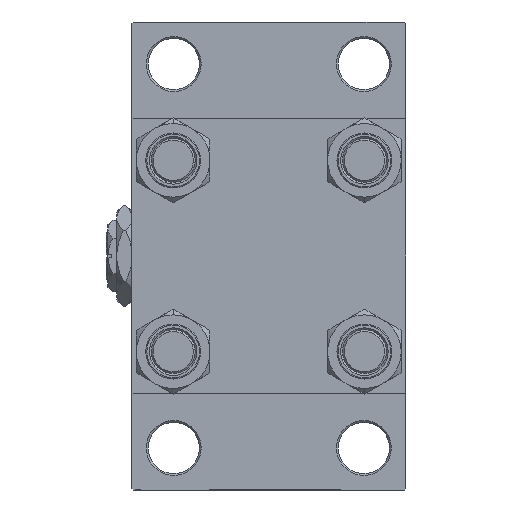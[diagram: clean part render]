
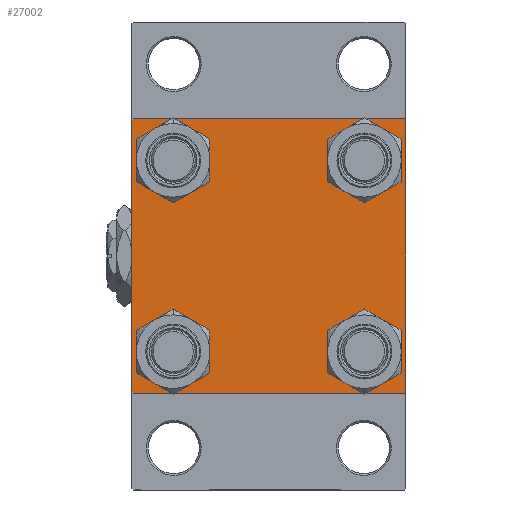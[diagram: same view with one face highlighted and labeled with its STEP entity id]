
A CAD part, left-side view. The second image highlights one B-rep face of the part: STEP entity #27002.
In plain terms, the highlighted planar face has unit normal (-1, 0, 0).
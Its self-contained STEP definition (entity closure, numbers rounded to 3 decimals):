
#433 = CARTESIAN_POINT ( 'NONE',  ( 0., 26.15, 26.15 ) ) ;
#593 = VERTEX_POINT ( 'NONE', #45489 ) ;
#1533 = EDGE_CURVE ( 'NONE', #593, #19634, #28862, .T. ) ;
#1602 = DIRECTION ( 'NONE',  ( 1., 0., 0. ) ) ;
#1948 = CARTESIAN_POINT ( 'NONE',  ( 0., -37.5, 37.5 ) ) ;
#2594 = CARTESIAN_POINT ( 'NONE',  ( 0., -37.25, -37.25 ) ) ;
#2780 = VECTOR ( 'NONE', #20981, 1000. ) ;
#2840 = DIRECTION ( 'NONE',  ( 0., -0.707, 0.707 ) ) ;
#2875 = ORIENTED_EDGE ( 'NONE', *, *, #40105, .T. ) ;
#3009 = CARTESIAN_POINT ( 'NONE',  ( 0., 26.15, -26.15 ) ) ;
#3731 = EDGE_CURVE ( 'NONE', #39912, #43485, #26109, .T. ) ;
#4015 = AXIS2_PLACEMENT_3D ( 'NONE', #7544, #30565, #45832 ) ;
#4360 = PLANE ( 'NONE',  #26558 ) ;
#4423 = DIRECTION ( 'NONE',  ( 0., -1., 0. ) ) ;
#4675 = CARTESIAN_POINT ( 'NONE',  ( 0., 37.5, 37.5 ) ) ;
#4950 = VECTOR ( 'NONE', #2840, 1000. ) ;
#5603 = CARTESIAN_POINT ( 'NONE',  ( 0., 0., 0. ) ) ;
#5864 = EDGE_LOOP ( 'NONE', ( #28087, #2875 ) ) ;
#6166 = EDGE_LOOP ( 'NONE', ( #28183, #8146, #22065, #36979, #14872, #20938, #36411, #33829 ) ) ;
#6832 = EDGE_CURVE ( 'NONE', #48177, #39912, #19232, .T. ) ;
#7544 = CARTESIAN_POINT ( 'NONE',  ( 0., 26.15, 26.15 ) ) ;
#7707 = DIRECTION ( 'NONE',  ( 0., 0., 1. ) ) ;
#8093 = AXIS2_PLACEMENT_3D ( 'NONE', #433, #23213, #7707 ) ;
#8146 = ORIENTED_EDGE ( 'NONE', *, *, #26561, .T. ) ;
#8699 = VECTOR ( 'NONE', #4423, 1000. ) ;
#8819 = ORIENTED_EDGE ( 'NONE', *, *, #18675, .T. ) ;
#8850 = FACE_BOUND ( 'NONE', #15972, .T. ) ;
#9884 = CARTESIAN_POINT ( 'NONE',  ( 0., -26.15, 26.15 ) ) ;
#10527 = VECTOR ( 'NONE', #28064, 1000. ) ;
#10963 = LINE ( 'NONE', #45494, #47314 ) ;
#11721 = DIRECTION ( 'NONE',  ( 0., -1., 0. ) ) ;
#12294 = VERTEX_POINT ( 'NONE', #12400 ) ;
#12400 = CARTESIAN_POINT ( 'NONE',  ( 0., 37.5, 37. ) ) ;
#12438 = CARTESIAN_POINT ( 'NONE',  ( 0., 37., 37.5 ) ) ;
#12509 = AXIS2_PLACEMENT_3D ( 'NONE', #16548, #12533, #31556 ) ;
#12533 = DIRECTION ( 'NONE',  ( 1., 0., 0. ) ) ;
#12965 = CARTESIAN_POINT ( 'NONE',  ( 0., 37.25, 37.25 ) ) ;
#13183 = EDGE_CURVE ( 'NONE', #16885, #43485, #21486, .T. ) ;
#13245 = CIRCLE ( 'NONE', #26923, 6.5 ) ;
#13782 = VERTEX_POINT ( 'NONE', #27566 ) ;
#14321 = DIRECTION ( 'NONE',  ( 0., 0., 1. ) ) ;
#14415 = EDGE_CURVE ( 'NONE', #47368, #40358, #21263, .T. ) ;
#14572 = DIRECTION ( 'NONE',  ( 1., 0., 0. ) ) ;
#14872 = ORIENTED_EDGE ( 'NONE', *, *, #13183, .F. ) ;
#15946 = LINE ( 'NONE', #4675, #8699 ) ;
#15972 = EDGE_LOOP ( 'NONE', ( #17213, #20196 ) ) ;
#16476 = CARTESIAN_POINT ( 'NONE',  ( 0., 26.15, 32.65 ) ) ;
#16548 = CARTESIAN_POINT ( 'NONE',  ( 0., -26.15, -26.15 ) ) ;
#16885 = VERTEX_POINT ( 'NONE', #25324 ) ;
#17091 = CARTESIAN_POINT ( 'NONE',  ( 0., -37., 37.5 ) ) ;
#17213 = ORIENTED_EDGE ( 'NONE', *, *, #14415, .T. ) ;
#17317 = CIRCLE ( 'NONE', #18142, 6.5 ) ;
#17398 = DIRECTION ( 'NONE',  ( 1., 0., 0. ) ) ;
#17477 = LINE ( 'NONE', #12965, #31525 ) ;
#18142 = AXIS2_PLACEMENT_3D ( 'NONE', #48600, #14572, #14321 ) ;
#18144 = DIRECTION ( 'NONE',  ( 0., 0., 1. ) ) ;
#18281 = DIRECTION ( 'NONE',  ( 0., 0., 1. ) ) ;
#18529 = DIRECTION ( 'NONE',  ( 1., 0., 0. ) ) ;
#18667 = EDGE_LOOP ( 'NONE', ( #21853, #33975 ) ) ;
#18675 = EDGE_CURVE ( 'NONE', #19634, #593, #33567, .T. ) ;
#18936 = VERTEX_POINT ( 'NONE', #17091 ) ;
#19232 = LINE ( 'NONE', #19977, #23330 ) ;
#19517 = VERTEX_POINT ( 'NONE', #42760 ) ;
#19634 = VERTEX_POINT ( 'NONE', #16476 ) ;
#19644 = AXIS2_PLACEMENT_3D ( 'NONE', #49485, #45240, #26222 ) ;
#19953 = CARTESIAN_POINT ( 'NONE',  ( 0., -37.5, -37. ) ) ;
#19977 = CARTESIAN_POINT ( 'NONE',  ( 0., 37.5, -37.5 ) ) ;
#20178 = CARTESIAN_POINT ( 'NONE',  ( 0., -26.15, 32.65 ) ) ;
#20196 = ORIENTED_EDGE ( 'NONE', *, *, #39720, .T. ) ;
#20860 = DIRECTION ( 'NONE',  ( 0., 0.707, 0.707 ) ) ;
#20914 = EDGE_CURVE ( 'NONE', #16885, #18936, #39379, .T. ) ;
#20938 = ORIENTED_EDGE ( 'NONE', *, *, #20914, .T. ) ;
#20981 = DIRECTION ( 'NONE',  ( 0., 0., -1. ) ) ;
#21263 = CIRCLE ( 'NONE', #19644, 6.5 ) ;
#21403 = EDGE_CURVE ( 'NONE', #12294, #19517, #40078, .T. ) ;
#21486 = LINE ( 'NONE', #1948, #2780 ) ;
#21722 = DIRECTION ( 'NONE',  ( 0., 0.707, -0.707 ) ) ;
#21853 = ORIENTED_EDGE ( 'NONE', *, *, #46426, .T. ) ;
#22065 = ORIENTED_EDGE ( 'NONE', *, *, #6832, .T. ) ;
#23213 = DIRECTION ( 'NONE',  ( 1., 0., 0. ) ) ;
#23330 = VECTOR ( 'NONE', #11721, 1000. ) ;
#23821 = CARTESIAN_POINT ( 'NONE',  ( 0., 37.5, 37.5 ) ) ;
#25324 = CARTESIAN_POINT ( 'NONE',  ( 0., -37.5, 37. ) ) ;
#25670 = VECTOR ( 'NONE', #20860, 1000. ) ;
#26025 = CIRCLE ( 'NONE', #32416, 6.5 ) ;
#26109 = LINE ( 'NONE', #2594, #4950 ) ;
#26222 = DIRECTION ( 'NONE',  ( 0., 0., 1. ) ) ;
#26558 = AXIS2_PLACEMENT_3D ( 'NONE', #5603, #48384, #36131 ) ;
#26561 = EDGE_CURVE ( 'NONE', #19517, #48177, #10963, .T. ) ;
#26923 = AXIS2_PLACEMENT_3D ( 'NONE', #9884, #17398, #18144 ) ;
#27002 = ADVANCED_FACE ( 'NONE', ( #46904, #38660, #8850, #31393, #39397 ), #4360, .T. ) ;
#27566 = CARTESIAN_POINT ( 'NONE',  ( 0., -26.15, -32.65 ) ) ;
#27696 = CIRCLE ( 'NONE', #12509, 6.5 ) ;
#28064 = DIRECTION ( 'NONE',  ( 0., 0., -1. ) ) ;
#28087 = ORIENTED_EDGE ( 'NONE', *, *, #39941, .T. ) ;
#28183 = ORIENTED_EDGE ( 'NONE', *, *, #21403, .T. ) ;
#28637 = CARTESIAN_POINT ( 'NONE',  ( 0., -26.15, 26.15 ) ) ;
#28862 = CIRCLE ( 'NONE', #8093, 6.5 ) ;
#30565 = DIRECTION ( 'NONE',  ( 1., 0., 0. ) ) ;
#31393 = FACE_BOUND ( 'NONE', #36477, .T. ) ;
#31525 = VECTOR ( 'NONE', #21722, 1000. ) ;
#31556 = DIRECTION ( 'NONE',  ( 0., 0., 1. ) ) ;
#31623 = EDGE_CURVE ( 'NONE', #44244, #12294, #17477, .T. ) ;
#32195 = CARTESIAN_POINT ( 'NONE',  ( 0., -26.15, 19.65 ) ) ;
#32416 = AXIS2_PLACEMENT_3D ( 'NONE', #28637, #1602, #33136 ) ;
#33136 = DIRECTION ( 'NONE',  ( 0., 0., 1. ) ) ;
#33567 = CIRCLE ( 'NONE', #4015, 6.5 ) ;
#33829 = ORIENTED_EDGE ( 'NONE', *, *, #31623, .T. ) ;
#33975 = ORIENTED_EDGE ( 'NONE', *, *, #34208, .T. ) ;
#34208 = EDGE_CURVE ( 'NONE', #43539, #47544, #26025, .T. ) ;
#35870 = CARTESIAN_POINT ( 'NONE',  ( 0., 37., -37.5 ) ) ;
#36131 = DIRECTION ( 'NONE',  ( 0., 0., 1. ) ) ;
#36411 = ORIENTED_EDGE ( 'NONE', *, *, #42148, .F. ) ;
#36477 = EDGE_LOOP ( 'NONE', ( #8819, #40836 ) ) ;
#36963 = CARTESIAN_POINT ( 'NONE',  ( 0., 26.15, -19.65 ) ) ;
#36979 = ORIENTED_EDGE ( 'NONE', *, *, #3731, .T. ) ;
#38028 = CARTESIAN_POINT ( 'NONE',  ( 0., 26.15, -32.65 ) ) ;
#38660 = FACE_BOUND ( 'NONE', #5864, .T. ) ;
#39379 = LINE ( 'NONE', #47372, #25670 ) ;
#39397 = FACE_OUTER_BOUND ( 'NONE', #6166, .T. ) ;
#39720 = EDGE_CURVE ( 'NONE', #40358, #47368, #49243, .T. ) ;
#39912 = VERTEX_POINT ( 'NONE', #41362 ) ;
#39941 = EDGE_CURVE ( 'NONE', #48654, #13782, #17317, .T. ) ;
#40078 = LINE ( 'NONE', #23821, #10527 ) ;
#40105 = EDGE_CURVE ( 'NONE', #13782, #48654, #27696, .T. ) ;
#40358 = VERTEX_POINT ( 'NONE', #38028 ) ;
#40836 = ORIENTED_EDGE ( 'NONE', *, *, #1533, .T. ) ;
#41362 = CARTESIAN_POINT ( 'NONE',  ( 0., -37., -37.5 ) ) ;
#42148 = EDGE_CURVE ( 'NONE', #44244, #18936, #15946, .T. ) ;
#42760 = CARTESIAN_POINT ( 'NONE',  ( 0., 37.5, -37. ) ) ;
#43485 = VERTEX_POINT ( 'NONE', #19953 ) ;
#43539 = VERTEX_POINT ( 'NONE', #32195 ) ;
#43712 = AXIS2_PLACEMENT_3D ( 'NONE', #3009, #18529, #18281 ) ;
#44244 = VERTEX_POINT ( 'NONE', #12438 ) ;
#45240 = DIRECTION ( 'NONE',  ( 1., 0., 0. ) ) ;
#45489 = CARTESIAN_POINT ( 'NONE',  ( 0., 26.15, 19.65 ) ) ;
#45494 = CARTESIAN_POINT ( 'NONE',  ( 0., 37.25, -37.25 ) ) ;
#45740 = DIRECTION ( 'NONE',  ( 0., -0.707, -0.707 ) ) ;
#45832 = DIRECTION ( 'NONE',  ( 0., 0., 1. ) ) ;
#46426 = EDGE_CURVE ( 'NONE', #47544, #43539, #13245, .T. ) ;
#46904 = FACE_BOUND ( 'NONE', #18667, .T. ) ;
#47314 = VECTOR ( 'NONE', #45740, 1000. ) ;
#47368 = VERTEX_POINT ( 'NONE', #36963 ) ;
#47372 = CARTESIAN_POINT ( 'NONE',  ( 0., -37.25, 37.25 ) ) ;
#47544 = VERTEX_POINT ( 'NONE', #20178 ) ;
#48066 = CARTESIAN_POINT ( 'NONE',  ( 0., -26.15, -19.65 ) ) ;
#48177 = VERTEX_POINT ( 'NONE', #35870 ) ;
#48384 = DIRECTION ( 'NONE',  ( -1., 0., 0. ) ) ;
#48600 = CARTESIAN_POINT ( 'NONE',  ( 0., -26.15, -26.15 ) ) ;
#48654 = VERTEX_POINT ( 'NONE', #48066 ) ;
#49243 = CIRCLE ( 'NONE', #43712, 6.5 ) ;
#49485 = CARTESIAN_POINT ( 'NONE',  ( 0., 26.15, -26.15 ) ) ;
